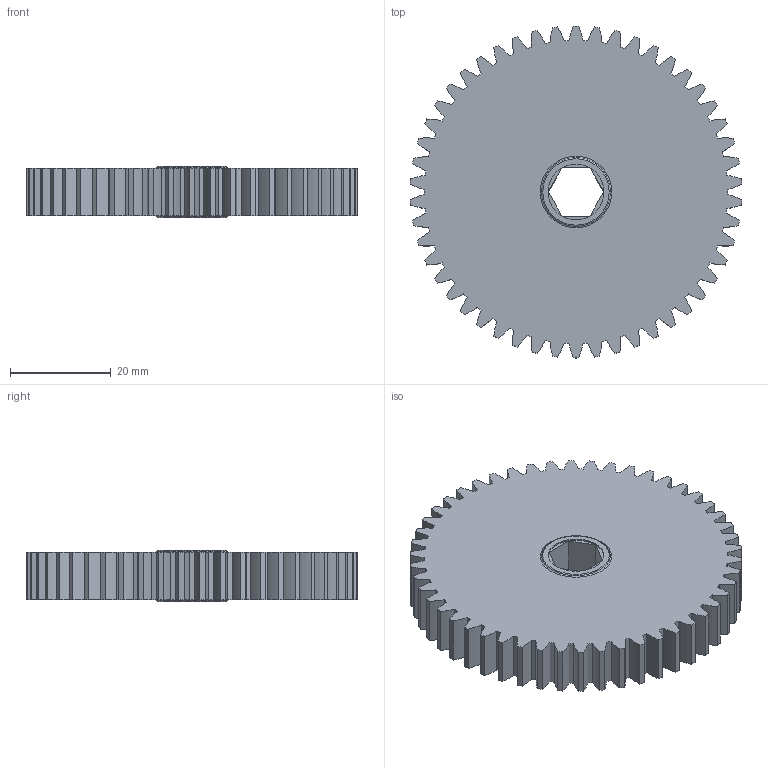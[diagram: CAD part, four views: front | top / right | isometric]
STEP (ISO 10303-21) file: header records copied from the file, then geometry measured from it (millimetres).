
FILE_DESCRIPTION(/* description */ (''),/* implementation_level */ '2;1');
FILE_NAME(/* name */ 'DBK_50T_Gear_am-0149.ipt.step',/* time_stamp */ '2014-01-01T17:22:14-08:00',/* author */ ('Autodesk Inc.'),/* organization */ ('Autodesk Inc.'),/* preprocessor_version */ 'ST-DEVELOPER v15.2',/* originating_system */ 'Autodesk Inventor 2014',/* authorisation */ '');
FILE_SCHEMA (('AUTOMOTIVE_DESIGN { 1 0 10303 214 3 1 1 }'));
Length unit declared in the file: inch
Products named in the file (1): DBK_50T_Gear_am-0149
Bounding box: 65.97 x 66.04 x 10.16 mm (x, y, z)
Volume: 29282.4 mm3; surface area: 10321.3 mm2
Topology: 1 solids, 1 shells, 228 faces, 644 edges, 420 vertices
Faces by surface type: cylinder 202, plane 22, torus 4
Full cylindrical faces by diameter (mm): 11.057 x2
Entity records: 7603 total; most frequent: DIRECTION 1516, CARTESIAN_POINT 1287, ORIENTED_EDGE 1276, AXIS2_PLACEMENT_3D 649, EDGE_CURVE 638, CIRCLE 420, VERTEX_POINT 420, EDGE_LOOP 238
